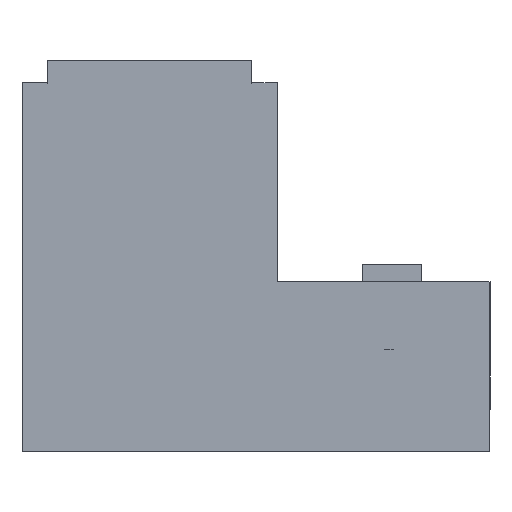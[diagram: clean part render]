
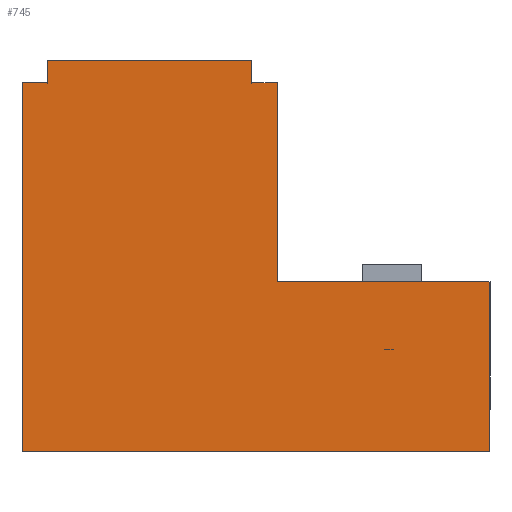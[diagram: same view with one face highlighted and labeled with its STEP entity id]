
A CAD part, front view. The second image highlights one B-rep face of the part: STEP entity #745.
In plain terms, the highlighted planar face has unit normal (0, -1, 0).
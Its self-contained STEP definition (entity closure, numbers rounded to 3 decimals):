
#71=FACE_OUTER_BOUND('',#116,.T.);
#116=EDGE_LOOP('',(#556,#557,#558,#559,#560,#561,#562,#563,#564,#565));
#165=LINE('',#1105,#254);
#170=LINE('',#1115,#259);
#177=LINE('',#1129,#266);
#182=LINE('',#1139,#271);
#183=LINE('',#1141,#272);
#184=LINE('',#1143,#273);
#185=LINE('',#1145,#274);
#186=LINE('',#1147,#275);
#187=LINE('',#1149,#276);
#188=LINE('',#1150,#277);
#254=VECTOR('',#902,10.);
#259=VECTOR('',#909,10.);
#266=VECTOR('',#922,10.);
#271=VECTOR('',#929,10.);
#272=VECTOR('',#930,10.);
#273=VECTOR('',#931,10.);
#274=VECTOR('',#932,10.);
#275=VECTOR('',#933,10.);
#276=VECTOR('',#934,10.);
#277=VECTOR('',#935,10.);
#341=VERTEX_POINT('',#1103);
#342=VERTEX_POINT('',#1104);
#346=VERTEX_POINT('',#1114);
#350=VERTEX_POINT('',#1128);
#354=VERTEX_POINT('',#1138);
#355=VERTEX_POINT('',#1140);
#356=VERTEX_POINT('',#1142);
#357=VERTEX_POINT('',#1144);
#358=VERTEX_POINT('',#1146);
#359=VERTEX_POINT('',#1148);
#414=EDGE_CURVE('',#341,#342,#165,.T.);
#419=EDGE_CURVE('',#342,#346,#170,.T.);
#426=EDGE_CURVE('',#341,#350,#177,.T.);
#431=EDGE_CURVE('',#354,#346,#182,.T.);
#432=EDGE_CURVE('',#354,#355,#183,.T.);
#433=EDGE_CURVE('',#356,#355,#184,.T.);
#434=EDGE_CURVE('',#357,#356,#185,.T.);
#435=EDGE_CURVE('',#358,#357,#186,.T.);
#436=EDGE_CURVE('',#358,#359,#187,.T.);
#437=EDGE_CURVE('',#359,#350,#188,.T.);
#556=ORIENTED_EDGE('',*,*,#414,.T.);
#557=ORIENTED_EDGE('',*,*,#419,.T.);
#558=ORIENTED_EDGE('',*,*,#431,.F.);
#559=ORIENTED_EDGE('',*,*,#432,.T.);
#560=ORIENTED_EDGE('',*,*,#433,.F.);
#561=ORIENTED_EDGE('',*,*,#434,.F.);
#562=ORIENTED_EDGE('',*,*,#435,.F.);
#563=ORIENTED_EDGE('',*,*,#436,.T.);
#564=ORIENTED_EDGE('',*,*,#437,.T.);
#565=ORIENTED_EDGE('',*,*,#426,.F.);
#710=PLANE('',#818);
#745=ADVANCED_FACE('',(#71),#710,.T.);
#818=AXIS2_PLACEMENT_3D('',#1137,#927,#928);
#902=DIRECTION('',(0.,0.,-1.));
#909=DIRECTION('',(-1.,0.,0.));
#922=DIRECTION('',(1.,0.,0.));
#927=DIRECTION('center_axis',(0.,-1.,0.));
#928=DIRECTION('ref_axis',(0.,0.,-1.));
#929=DIRECTION('',(0.,0.,1.));
#930=DIRECTION('',(1.,0.,0.));
#931=DIRECTION('',(0.,0.,-1.));
#932=DIRECTION('',(1.,0.,0.));
#933=DIRECTION('',(0.,0.,-1.));
#934=DIRECTION('',(-1.,0.,0.));
#935=DIRECTION('',(0.,0.,1.));
#1103=CARTESIAN_POINT('',(-47.,21.,46.));
#1104=CARTESIAN_POINT('',(-47.,21.,43.38));
#1105=CARTESIAN_POINT('',(-47.,21.,23.986));
#1114=CARTESIAN_POINT('',(-50.,21.,43.38));
#1115=CARTESIAN_POINT('',(-49.25,21.,43.38));
#1128=CARTESIAN_POINT('',(-23.,21.,46.));
#1129=CARTESIAN_POINT('',(-50.,21.,46.));
#1137=CARTESIAN_POINT('Origin',(-50.,21.,46.));
#1138=CARTESIAN_POINT('',(-50.,21.,0.));
#1139=CARTESIAN_POINT('',(-50.,21.,0.));
#1140=CARTESIAN_POINT('',(5.,21.,0.));
#1141=CARTESIAN_POINT('',(-50.,21.,0.));
#1142=CARTESIAN_POINT('',(5.,21.,20.));
#1143=CARTESIAN_POINT('',(5.,21.,5.));
#1144=CARTESIAN_POINT('',(-20.,21.,20.));
#1145=CARTESIAN_POINT('',(-6.25,21.,20.));
#1146=CARTESIAN_POINT('',(-20.,21.,43.38));
#1147=CARTESIAN_POINT('',(-20.,21.,0.));
#1148=CARTESIAN_POINT('',(-23.,21.,43.38));
#1149=CARTESIAN_POINT('',(-35.75,21.,43.38));
#1150=CARTESIAN_POINT('',(-23.,21.,46.103));
